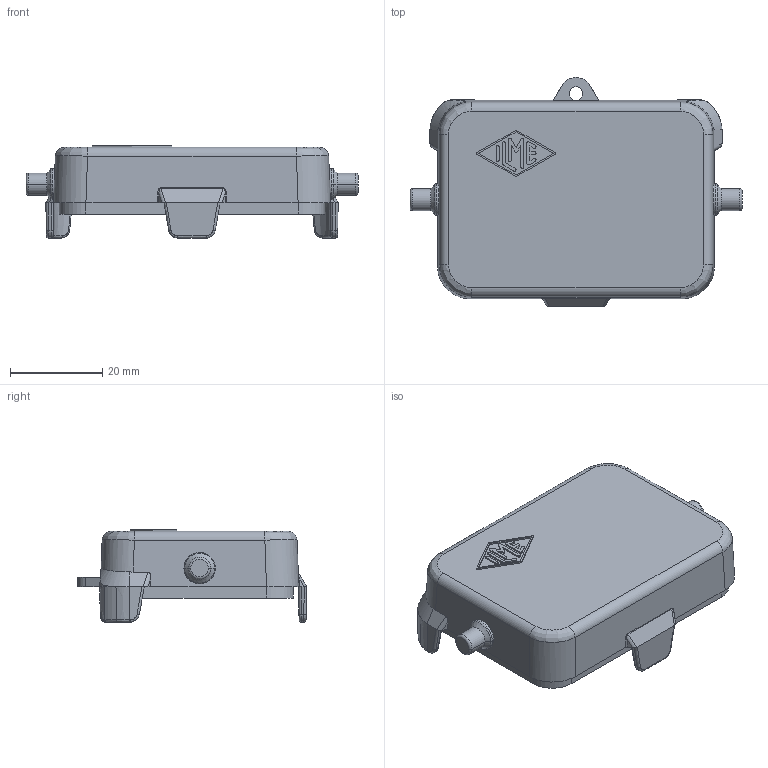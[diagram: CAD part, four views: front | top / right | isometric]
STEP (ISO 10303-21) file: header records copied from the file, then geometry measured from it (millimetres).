
FILE_DESCRIPTION(('Creo Elements/Direct Modeling STEP Export'),'2;1');
FILE_NAME('223mij861k4ok6515100','2024-03-08T 9:34:34',(''),(''),'Creo Elements/Direct Modeling STEP processor for AP214 (Solid Model)','Creo Elements/Direct Modeling 20.5B 27-May-2023 (C) Parametric Technology GmbH','');
FILE_SCHEMA(('AUTOMOTIVE_DESIGN { 1 0 10303 214 1 1 1 1 }'));
Length unit declared in the file: millimetre
Products named in the file (2): CHC_06_L
Assembly tree (1 placements, depth 2):
  CHC_06_L
    CHC_06_L
Bounding box: 72 x 49.7 x 20 mm (x, y, z)
Volume: 14514.1 mm3; surface area: 10439.6 mm2
Topology: 1 solids, 1 shells, 234 faces, 585 edges, 364 vertices
Faces by surface type: plane 91, cylinder 71, bspline 36, cone 16, torus 16, extrusion 4
Entity records: 9096 total; most frequent: CARTESIAN_POINT 3549, ORIENTED_EDGE 1170, DIRECTION 1035, EDGE_CURVE 585, AXIS2_PLACEMENT_3D 366, VERTEX_POINT 364, VECTOR 303, LINE 299
